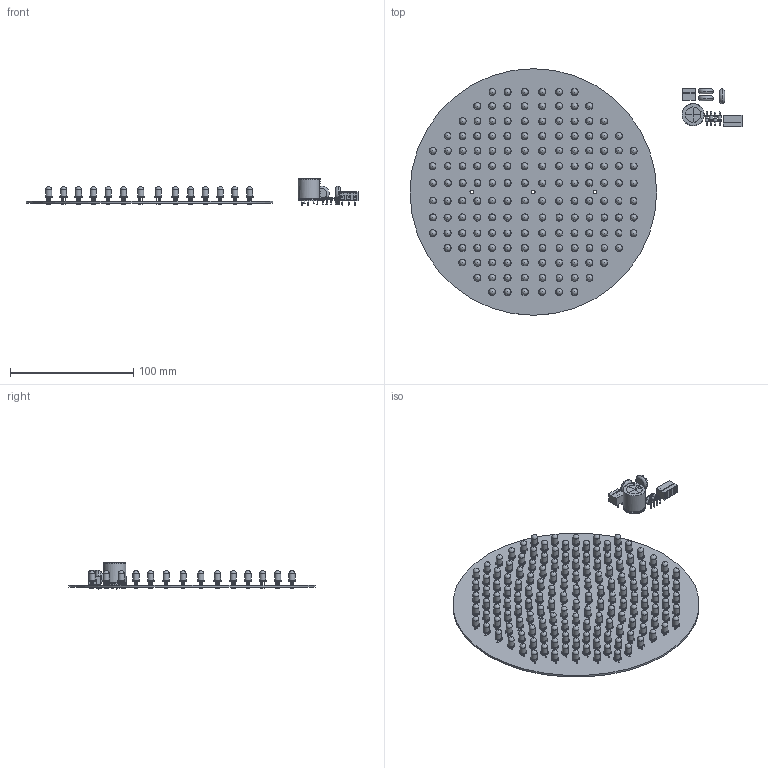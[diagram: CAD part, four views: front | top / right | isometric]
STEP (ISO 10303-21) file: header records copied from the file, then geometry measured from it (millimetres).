
FILE_DESCRIPTION(('KiCad electronic assembly'),'2;1');
FILE_NAME('PLC.step','2021-10-12T00:42:21',('An Author'),('A Company'), 'Open CASCADE STEP processor 7.3','KiCad to STEP converter','Unknown' );
FILE_SCHEMA(('AUTOMOTIVE_DESIGN { 1 0 10303 214 1 1 1 1 }'));
Length unit declared in the file: millimetre
Products named in the file (16): Open CASCADE STEP translator 7.3 1; CP_Radial_D18.0mm_P7.50mm; SOLID; RV_Disc_D12mm_W4mm_P7.5mm; PhoenixContact_MC_1,5_2-G-5.08_1x02_P5.08mm_Horizontal; PhoenixContact_MC_1,5_3-G-5.08_1x03_P5.08mm_Horizontal; D_DO-41_SOD81_P10.16mm_Horizontal; LED_D5.0mm_Clear; LED_D5.0mm; COMPOUND
Assembly tree (174 placements, depth 3):
  Open CASCADE STEP translator 7.3 1
    CP_Radial_D18.0mm_P7.50mm
      SOLID
    RV_Disc_D12mm_W4mm_P7.5mm  x3
      SOLID
    PhoenixContact_MC_1,5_2-G-5.08_1x02_P5.08mm_Horizontal
      SOLID
    PhoenixContact_MC_1,5_3-G-5.08_1x03_P5.08mm_Horizontal
      SOLID
    D_DO-41_SOD81_P10.16mm_Horizontal  x4
      SOLID
    LED_D5.0mm_Clear  x78
      SOLID
    LED_D5.0mm  x78
      SOLID
    COMPOUND
Bounding box: 269.85 x 200.5 x 21.4 mm (x, y, z)
Volume: 81473.7 mm3; surface area: 99140.5 mm2
Topology: 167 solids, 168 shells, 3142 faces, 7158 edges, 4706 vertices
Faces by surface type: plane 2269, cylinder 686, sphere 156, torus 22, bspline 5, revolution 4
Full cylindrical faces by diameter (mm): 0.72 x6, 0.8 x16, 0.9 x314, 2.7 x8, 2.72 x4, 3 x3, 4.9 x156, 12 x3, 200.5 x1
Entity records: 48479 total; most frequent: CARTESIAN_POINT 9681, DIRECTION 7124, LINE 3425, VECTOR 3425, ORIENTED_EDGE 3318, PCURVE 3318, DEFINITIONAL_REPRESENTATION 3318, EDGE_CURVE 1659
